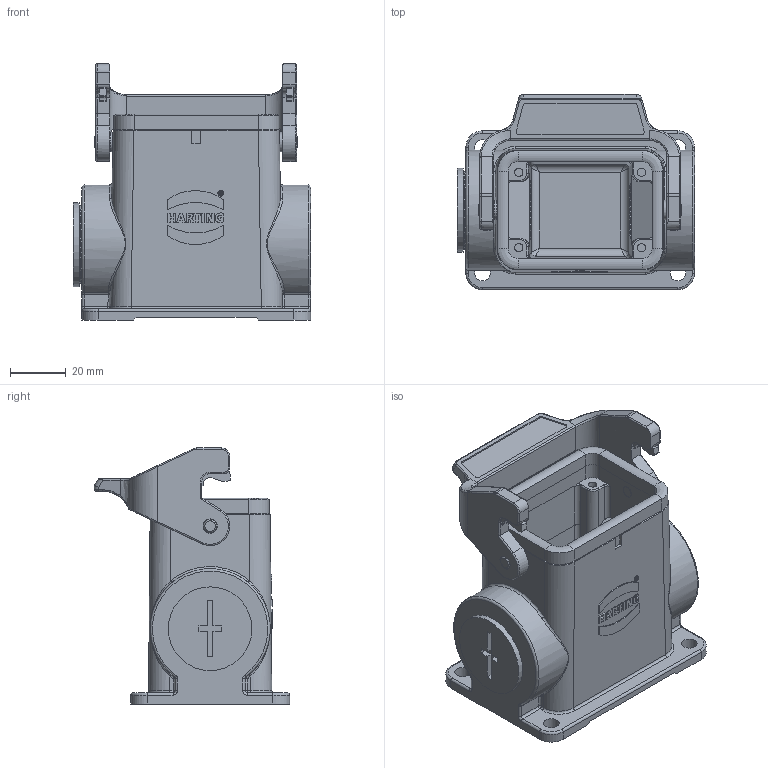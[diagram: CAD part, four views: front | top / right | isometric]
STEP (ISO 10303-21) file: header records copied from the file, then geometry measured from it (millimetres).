
FILE_DESCRIPTION((''),'2;1');
FILE_NAME('05300060269.stp','2020-07-07T16:04:05',('e.eickhoff'),(''),'Autodesk Inventor 2012','Autodesk Inventor 2012','');
FILE_SCHEMA(('AUTOMOTIVE_DESIGN { 1 0 10303 214 1 1 1 1 }'));
Length unit declared in the file: millimetre
Products named in the file (3): 05300060269; KBRM25
Assembly tree (2 placements, depth 2):
  05300060269
    05300060269
    KBRM25
Bounding box: 85 x 70 x 91.8 mm (x, y, z)
Volume: 125557.2 mm3; surface area: 50379.9 mm2
Topology: 3 solids, 3 shells, 645 faces, 1711 edges, 1176 vertices
Faces by surface type: plane 310, cylinder 196, bspline 66, torus 45, sphere 14, cone 14
Full cylindrical faces by diameter (mm): 1.342 x1, 1.969 x1, 2.95 x2, 3 x4, 4 x2, 4.8 x2, 5.1 x2, 5.6 x4, 7 x2, 21 x2, 25 x2, 25.5 x1, 28 x1, 30 x1
Entity records: 23643 total; most frequent: CARTESIAN_POINT 7291, DIRECTION 3271, ORIENTED_EDGE 3146, EDGE_CURVE 1573, AXIS2_PLACEMENT_3D 1139, VERTEX_POINT 1006, VECTOR 993, LINE 993
